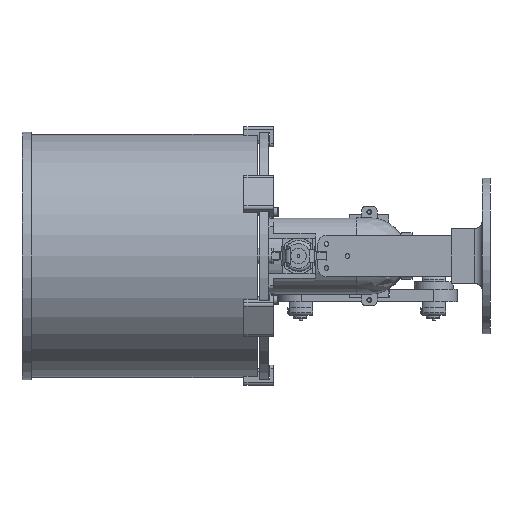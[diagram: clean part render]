
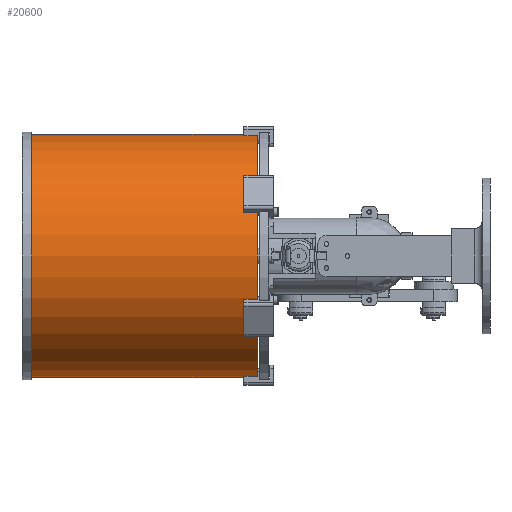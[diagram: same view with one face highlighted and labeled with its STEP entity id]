
A CAD part, left-side view. The second image highlights one B-rep face of the part: STEP entity #20600.
In plain terms, the highlighted cylindrical face has radius 78.05 mm (diameter 156.1 mm), a full revolution.
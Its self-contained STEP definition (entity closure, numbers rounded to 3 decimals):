
#2809=FACE_OUTER_BOUND('',#4091,.T.);
#4091=EDGE_LOOP('',(#17372,#17373,#17374,#17375));
#5354=LINE('',#52777,#6862);
#6862=VECTOR('',#26506,78.05);
#8033=CIRCLE('',#22490,78.05);
#8034=CIRCLE('',#22491,78.05);
#9630=VERTEX_POINT('',#52774);
#9631=VERTEX_POINT('',#52776);
#12316=EDGE_CURVE('',#9630,#9630,#8033,.T.);
#12317=EDGE_CURVE('',#9630,#9631,#5354,.T.);
#12318=EDGE_CURVE('',#9631,#9631,#8034,.T.);
#17372=ORIENTED_EDGE('',*,*,#12316,.F.);
#17373=ORIENTED_EDGE('',*,*,#12317,.T.);
#17374=ORIENTED_EDGE('',*,*,#12318,.T.);
#17375=ORIENTED_EDGE('',*,*,#12317,.F.);
#19680=CYLINDRICAL_SURFACE('',#22489,78.05);
#20600=ADVANCED_FACE('',(#2809),#19680,.T.);
#22489=AXIS2_PLACEMENT_3D('',#52773,#26502,#26503);
#22490=AXIS2_PLACEMENT_3D('',#52775,#26504,#26505);
#22491=AXIS2_PLACEMENT_3D('',#52778,#26507,#26508);
#26502=DIRECTION('center_axis',(0.,1.,0.));
#26503=DIRECTION('ref_axis',(1.,0.,0.));
#26504=DIRECTION('center_axis',(0.,1.,0.));
#26505=DIRECTION('ref_axis',(1.,0.,0.));
#26506=DIRECTION('',(0.,-1.,0.));
#26507=DIRECTION('center_axis',(0.,1.,0.));
#26508=DIRECTION('ref_axis',(1.,0.,0.));
#52773=CARTESIAN_POINT('Origin',(-46.75,96.5,0.));
#52774=CARTESIAN_POINT('',(-124.8,246.5,0.));
#52775=CARTESIAN_POINT('Origin',(-46.75,246.5,0.));
#52776=CARTESIAN_POINT('',(-124.8,96.5,0.));
#52777=CARTESIAN_POINT('',(-124.8,96.5,0.));
#52778=CARTESIAN_POINT('Origin',(-46.75,96.5,0.));
